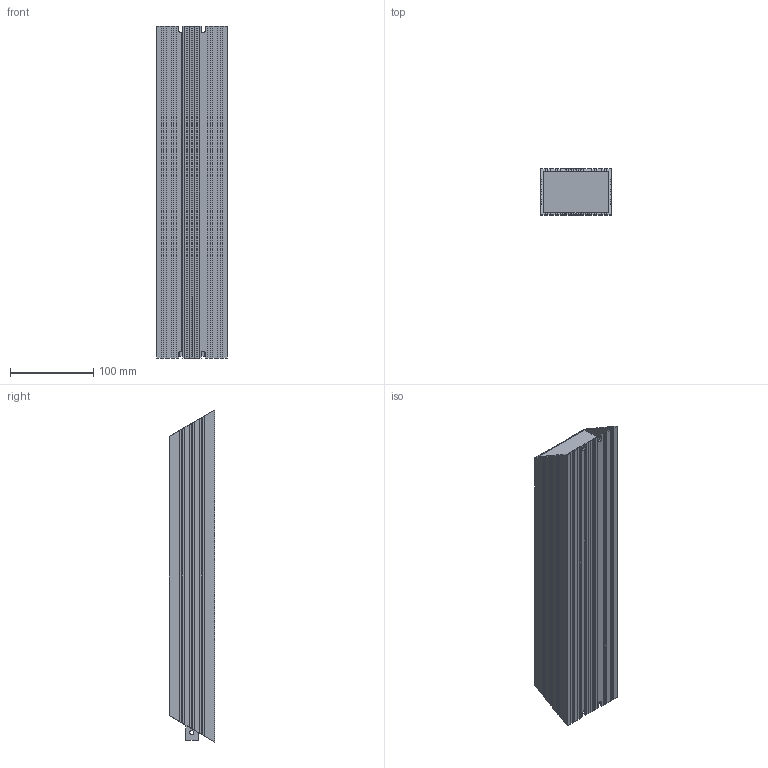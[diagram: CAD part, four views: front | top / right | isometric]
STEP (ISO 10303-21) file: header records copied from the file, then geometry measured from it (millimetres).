
FILE_DESCRIPTION (( 'STEP AP214' ), '1' );
FILE_NAME ('3D ìîäåëü ÐÁ3-028-1Ê4.STEP', '2021-12-21T08:46:14', ( '' ), ( '' ), 'SwSTEP 2.0', 'SolidWorks 2019', '' );
FILE_SCHEMA (( 'AUTOMOTIVE_DESIGN' ));
Length unit declared in the file: millimetre
Products named in the file (1): 3D ìîäåëü ÐÁ3-028-1Ê4
Bounding box: 85 x 55 x 400 mm (x, y, z)
Volume: 561550.8 mm3; surface area: 252799.5 mm2
Topology: 1 solids, 2 shells, 294 faces, 862 edges, 574 vertices
Faces by surface type: plane 217, cylinder 77
Entity records: 9782 total; most frequent: CARTESIAN_POINT 2147, ORIENTED_EDGE 1724, DIRECTION 1340, EDGE_CURVE 862, LINE 706, VECTOR 706, VERTEX_POINT 574, AXIS2_PLACEMENT_3D 317
